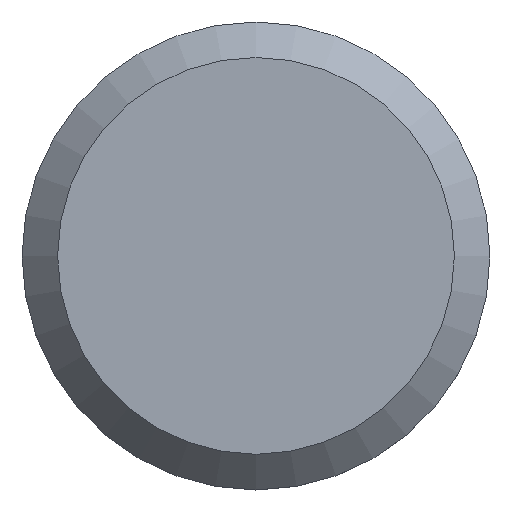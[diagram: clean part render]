
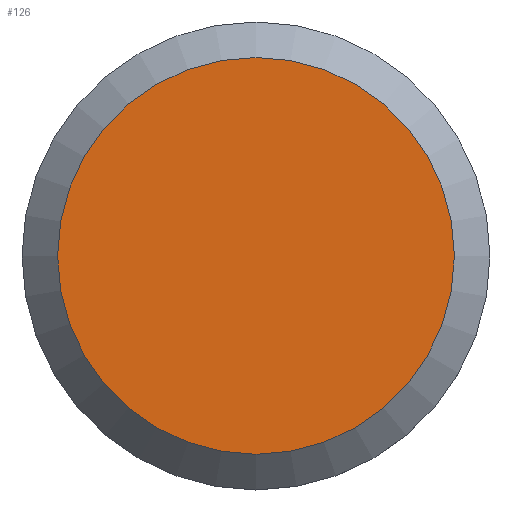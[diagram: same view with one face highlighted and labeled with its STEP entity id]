
A CAD part, top view. The second image highlights one B-rep face of the part: STEP entity #126.
In plain terms, the highlighted planar face has unit normal (0, 0, 1).
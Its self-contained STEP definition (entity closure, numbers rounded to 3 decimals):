
#94=PLANE('',#195);
#96=FACE_OUTER_BOUND('',#151,.T.);
#126=ADVANCED_FACE('',(#96),#94,.T.);
#151=EDGE_LOOP('',(#163));
#163=ORIENTED_EDGE('',*,*,#175,.T.);
#169=VERTEX_POINT('',#241);
#175=EDGE_CURVE('',#169,#169,#181,.T.);
#181=CIRCLE('',#193,9.2);
#193=AXIS2_PLACEMENT_3D('',#240,#218,#219);
#195=AXIS2_PLACEMENT_3D('',#243,#222,#223);
#218=DIRECTION('',(0.,0.,1.));
#219=DIRECTION('',(1.,0.,0.));
#222=DIRECTION('',(0.,0.,1.));
#223=DIRECTION('',(1.,0.,0.));
#240=CARTESIAN_POINT('',(0.,0.,0.));
#241=CARTESIAN_POINT('',(9.2,0.,0.));
#243=CARTESIAN_POINT('',(0.,6.,0.));
